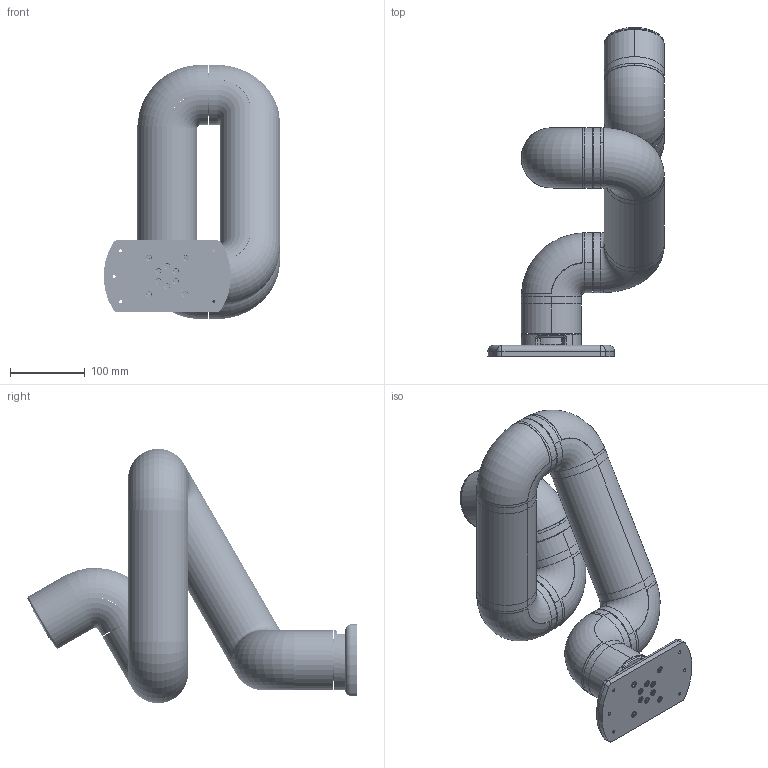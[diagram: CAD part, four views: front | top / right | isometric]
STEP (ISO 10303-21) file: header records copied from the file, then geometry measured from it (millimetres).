
FILE_DESCRIPTION (( 'STEP AP203' ), '1' );
FILE_NAME ('LEG.STEP', '2024-08-29T02:34:44', ( '' ), ( '' ), 'SwSTEP 2.0', 'SolidWorks 2022', '' );
FILE_SCHEMA (( 'CONFIG_CONTROL_DESIGN' ));
Length unit declared in the file: millimetre
Products named in the file (14): L1; B2; L3; A2; L4; 4340_sim; C1; LEG; A1; L6; L2; L7; DM4310_sim; B1
Assembly tree (28 placements, depth 2):
  LEG
    A1
    A2
    4340_sim  x3
    B1  x4
    L1
    L2
    L3
    B2  x3
    DM4310_sim  x3
    L4
    L6
    L7
    C1  x7
Bounding box: 235.74 x 439.8 x 340 mm (x, y, z)
Volume: 1973799.3 mm3; surface area: 872674.4 mm2
Topology: 28 solids, 35 shells, 2519 faces, 6708 edges, 4273 vertices
Faces by surface type: cylinder 1375, torus 497, plane 322, bspline 165, cone 156, sphere 4
Entity records: 33902 total; most frequent: CARTESIAN_POINT 9844, DIRECTION 5082, ORIENTED_EDGE 4440, AXIS2_PLACEMENT_3D 2232, EDGE_CURVE 2220, VERTEX_POINT 1425, CIRCLE 1379, EDGE_LOOP 1107
